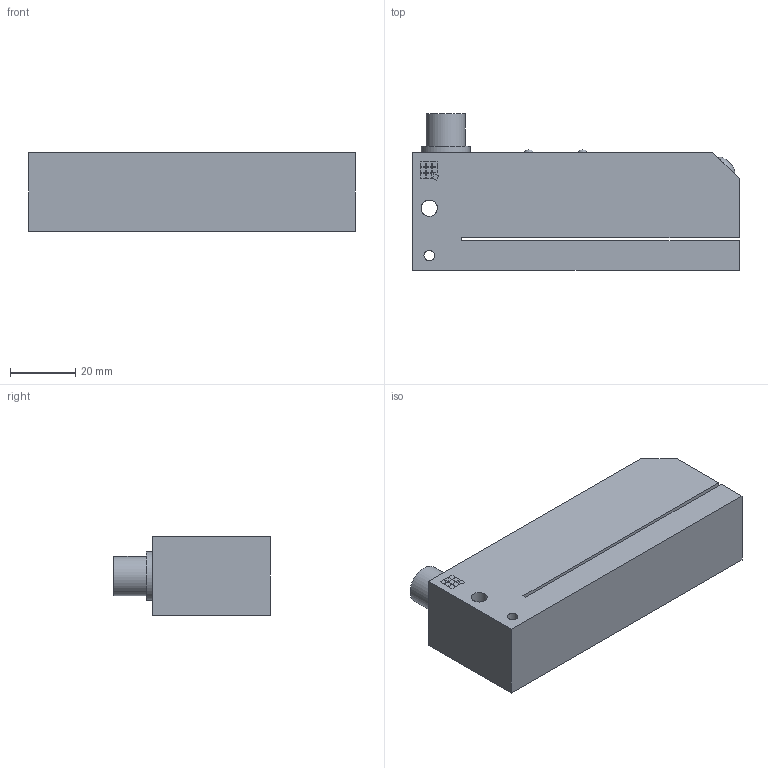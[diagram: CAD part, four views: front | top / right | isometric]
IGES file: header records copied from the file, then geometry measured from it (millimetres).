
Global section: file name: KSSTI 1000_80_2014-01-30; native system: Autodesk Inventor 2014; preprocessor: unknown; author: lcf; date: 20140130.085212; units: millimetre
Bounding box: 100 x 48 x 24 mm (x, y, z)
Volume: 84452.5 mm3; surface area: 18518.2 mm2
Topology: 1 solids, 1 shells, 112 faces, 272 edges, 184 vertices
Faces by surface type: bspline 112
